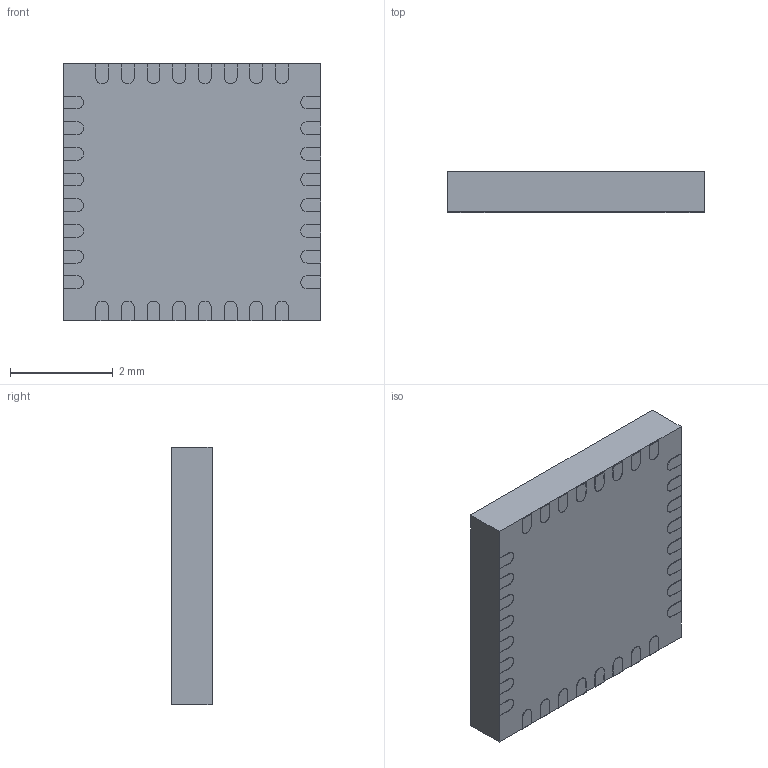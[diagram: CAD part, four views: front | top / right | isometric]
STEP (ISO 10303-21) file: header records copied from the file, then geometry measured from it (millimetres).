
FILE_DESCRIPTION (( 'STEP AP214' ), '1' );
FILE_NAME ( 'QFN50P500X500X80-33N.step', '2020-8-27T17:44:58', ( '' ), ( '' ), 'EDABuilder', 'EMA Design Automation', '' );
FILE_SCHEMA (( 'AUTOMOTIVE_DESIGN' ));
Length unit declared in the file: millimetre
Products named in the file (1): face1_BC
Bounding box: 5 x 0.8 x 5.01 mm (x, y, z)
Volume: 19.8 mm3; surface area: 72.5 mm2
Topology: 34 solids, 34 shells, 201 faces, 399 edges, 266 vertices
Faces by surface type: plane 168, cylinder 33
Full cylindrical faces by diameter (mm): 0.498 x1
Entity records: 5352 total; most frequent: DIRECTION 936, CARTESIAN_POINT 900, ORIENTED_EDGE 796, EDGE_CURVE 398, LINE 332, VECTOR 332, AXIS2_PLACEMENT_3D 302, VERTEX_POINT 266
